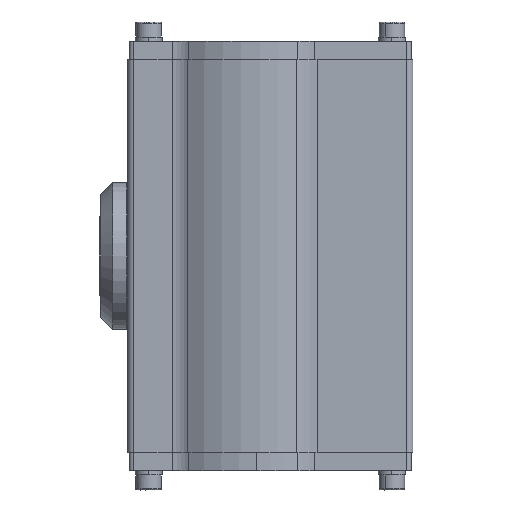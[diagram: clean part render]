
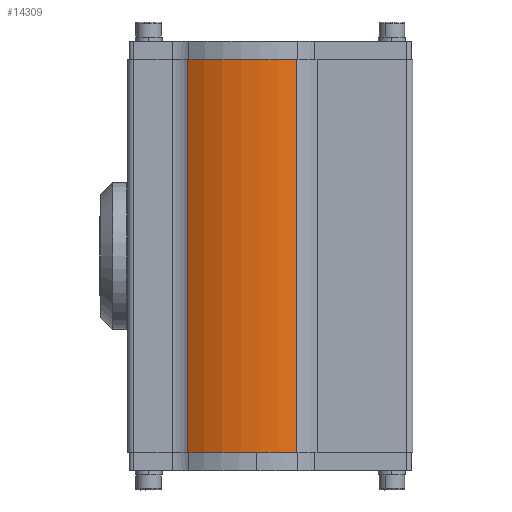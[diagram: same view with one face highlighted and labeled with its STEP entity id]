
A CAD part, left-side view. The second image highlights one B-rep face of the part: STEP entity #14309.
In plain terms, the highlighted cylindrical face has radius 39.5 mm (diameter 79 mm), a partial arc.
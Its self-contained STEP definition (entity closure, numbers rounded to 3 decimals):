
#148 = EDGE_CURVE ( 'NONE', #18472, #3920, #4250, .T. ) ;
#463 = DIRECTION ( 'NONE',  ( 1., 0., 0. ) ) ;
#468 = EDGE_CURVE ( 'NONE', #3920, #18067, #20089, .T. ) ;
#550 = DIRECTION ( 'NONE',  ( 0., 0., -1. ) ) ;
#713 = CARTESIAN_POINT ( 'NONE',  ( 0., 0., 65.5 ) ) ;
#807 = EDGE_CURVE ( 'NONE', #18067, #13799, #5801, .T. ) ;
#1912 = DIRECTION ( 'NONE',  ( 0., 0., 1. ) ) ;
#1993 = CARTESIAN_POINT ( 'NONE',  ( -37.176, -13.348, 0. ) ) ;
#3920 = VERTEX_POINT ( 'NONE', #8150 ) ;
#4250 = CIRCLE ( 'NONE', #19161, 39.5 ) ;
#4413 = CARTESIAN_POINT ( 'NONE',  ( -37.176, -13.348, 65.5 ) ) ;
#4449 = FACE_OUTER_BOUND ( 'NONE', #20661, .T. ) ;
#5794 = ORIENTED_EDGE ( 'NONE', *, *, #468, .T. ) ;
#5801 = CIRCLE ( 'NONE', #7520, 39.5 ) ;
#7520 = AXIS2_PLACEMENT_3D ( 'NONE', #713, #550, #463 ) ;
#8030 = EDGE_CURVE ( 'NONE', #13799, #18472, #11396, .T. ) ;
#8150 = CARTESIAN_POINT ( 'NONE',  ( -37.176, -13.348, -65.5 ) ) ;
#8604 = CARTESIAN_POINT ( 'NONE',  ( -32.17, 22.92, 0. ) ) ;
#8696 = DIRECTION ( 'NONE',  ( 0., 0., -1. ) ) ;
#11396 = LINE ( 'NONE', #8604, #16564 ) ;
#11839 = AXIS2_PLACEMENT_3D ( 'NONE', #20595, #18691, #14892 ) ;
#12390 = CYLINDRICAL_SURFACE ( 'NONE', #11839, 39.5 ) ;
#13799 = VERTEX_POINT ( 'NONE', #22149 ) ;
#14309 = ADVANCED_FACE ( 'NONE', ( #4449 ), #12390, .T. ) ;
#14892 = DIRECTION ( 'NONE',  ( 1., 0., 0. ) ) ;
#16564 = VECTOR ( 'NONE', #8696, 1000. ) ;
#17784 = DIRECTION ( 'NONE',  ( 1., 0., 0. ) ) ;
#17877 = DIRECTION ( 'NONE',  ( 0., 0., 1. ) ) ;
#18067 = VERTEX_POINT ( 'NONE', #4413 ) ;
#18360 = CARTESIAN_POINT ( 'NONE',  ( 0., 0., -65.5 ) ) ;
#18472 = VERTEX_POINT ( 'NONE', #21653 ) ;
#18691 = DIRECTION ( 'NONE',  ( 0., 0., 1. ) ) ;
#19161 = AXIS2_PLACEMENT_3D ( 'NONE', #18360, #17877, #17784 ) ;
#19808 = VECTOR ( 'NONE', #1912, 1000. ) ;
#19919 = ORIENTED_EDGE ( 'NONE', *, *, #807, .T. ) ;
#20068 = ORIENTED_EDGE ( 'NONE', *, *, #8030, .T. ) ;
#20089 = LINE ( 'NONE', #1993, #19808 ) ;
#20595 = CARTESIAN_POINT ( 'NONE',  ( 0., 0., 0. ) ) ;
#20661 = EDGE_LOOP ( 'NONE', ( #23592, #5794, #19919, #20068 ) ) ;
#21653 = CARTESIAN_POINT ( 'NONE',  ( -32.17, 22.92, -65.5 ) ) ;
#22149 = CARTESIAN_POINT ( 'NONE',  ( -32.17, 22.92, 65.5 ) ) ;
#23592 = ORIENTED_EDGE ( 'NONE', *, *, #148, .T. ) ;
